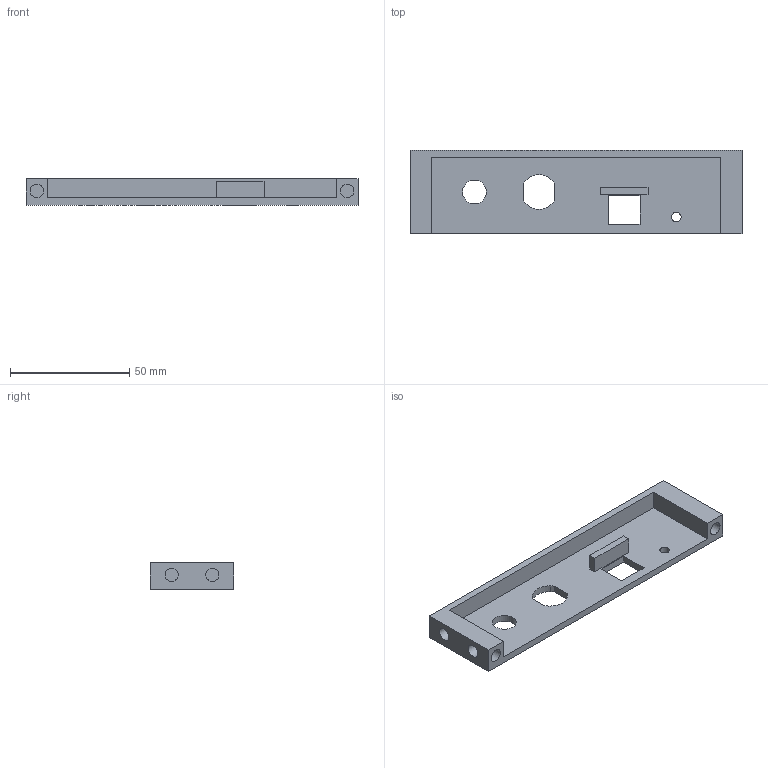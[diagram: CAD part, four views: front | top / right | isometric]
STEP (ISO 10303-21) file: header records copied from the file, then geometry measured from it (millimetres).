
FILE_DESCRIPTION(('FreeCAD Model'),'2;1');
FILE_NAME('ElectronicEnclosurePowerCordSide.stp','2013-01-04T15:43:37',('FreeCAD'),('FreeCAD'), 'Open CASCADE STEP processor 6.5','FreeCAD','Unknown');
FILE_SCHEMA(('AUTOMOTIVE_DESIGN_CC2 { 1 2 10303 214 -1 1 5 4 }'));
Length unit declared in the file: millimetre
Products named in the file (1): Open CASCADE STEP translator 6.5 1
Bounding box: 139 x 35 x 11 mm (x, y, z)
Volume: 20541.6 mm3; surface area: 14833.8 mm2
Topology: 1 solids, 1 shells, 45 faces, 104 edges, 70 vertices
Faces by surface type: plane 33, cylinder 12
Full cylindrical faces by diameter (mm): 4 x1, 5.6 x8, 10 x1
Entity records: 2692 total; most frequent: CARTESIAN_POINT 556, DIRECTION 392, LINE 240, VECTOR 240, ORIENTED_EDGE 208, PCURVE 208, DEFINITIONAL_REPRESENTATION 208, EDGE_CURVE 104
